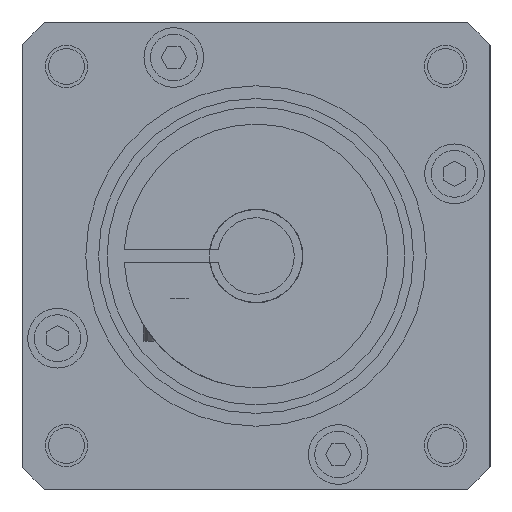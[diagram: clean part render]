
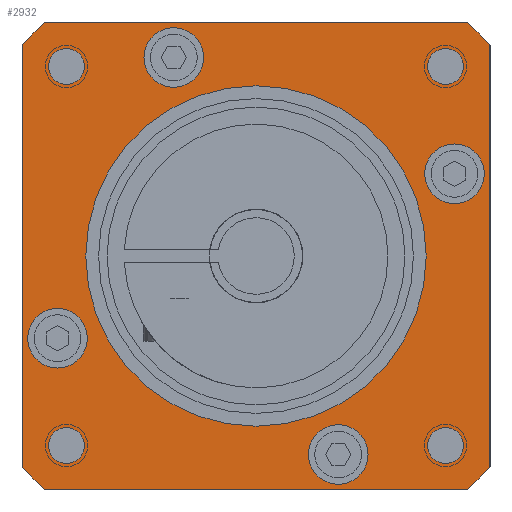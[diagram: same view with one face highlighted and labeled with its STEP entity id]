
A CAD part, left-side view. The second image highlights one B-rep face of the part: STEP entity #2932.
In plain terms, the highlighted planar face has unit normal (-1, 0, 0).
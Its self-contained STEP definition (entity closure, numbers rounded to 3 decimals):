
#61=CARTESIAN_POINT('',(0.,0.,0.));
#62=DIRECTION('',(-1.,0.,0.));
#63=DIRECTION('',(0.,-0.669,-0.743));
#64=AXIS2_PLACEMENT_3D('',#61,#62,#63);
#66=DIRECTION('',(0.,-1.,0.));
#67=VECTOR('',#66,49.508);
#68=CARTESIAN_POINT('',(0.,24.754,-27.5));
#69=LINE('',#68,#67);
#70=CARTESIAN_POINT('',(0.,0.,0.));
#71=DIRECTION('',(-1.,0.,0.));
#72=DIRECTION('',(0.,0.743,-0.669));
#73=AXIS2_PLACEMENT_3D('',#70,#71,#72);
#75=DIRECTION('',(0.,0.,-1.));
#76=VECTOR('',#75,49.508);
#77=CARTESIAN_POINT('',(0.,27.5,24.754));
#78=LINE('',#77,#76);
#79=CARTESIAN_POINT('',(0.,0.,0.));
#80=DIRECTION('',(-1.,0.,0.));
#81=DIRECTION('',(0.,0.669,0.743));
#82=AXIS2_PLACEMENT_3D('',#79,#80,#81);
#84=DIRECTION('',(0.,1.,0.));
#85=VECTOR('',#84,49.508);
#86=CARTESIAN_POINT('',(0.,-24.754,27.5));
#87=LINE('',#86,#85);
#88=CARTESIAN_POINT('',(0.,0.,0.));
#89=DIRECTION('',(-1.,0.,0.));
#90=DIRECTION('',(0.,-0.743,0.669));
#91=AXIS2_PLACEMENT_3D('',#88,#89,#90);
#93=DIRECTION('',(0.,0.,1.));
#94=VECTOR('',#93,49.508);
#95=CARTESIAN_POINT('',(0.,-27.5,-24.754));
#96=LINE('',#95,#94);
#97=CARTESIAN_POINT('',(0.,0.,0.));
#98=DIRECTION('',(-1.,0.,0.));
#99=DIRECTION('',(0.,0.,-1.));
#100=AXIS2_PLACEMENT_3D('',#97,#98,#99);
#102=CARTESIAN_POINT('',(0.,0.,0.));
#103=DIRECTION('',(-1.,0.,0.));
#104=DIRECTION('',(0.,0.,1.));
#105=AXIS2_PLACEMENT_3D('',#102,#103,#104);
#107=CARTESIAN_POINT('',(0.,-22.274,-22.274));
#108=DIRECTION('',(1.,0.,0.));
#109=DIRECTION('',(0.,1.,0.));
#110=AXIS2_PLACEMENT_3D('',#107,#108,#109);
#112=CARTESIAN_POINT('',(0.,-22.274,-22.274));
#113=DIRECTION('',(1.,0.,0.));
#114=DIRECTION('',(0.,-1.,0.));
#115=AXIS2_PLACEMENT_3D('',#112,#113,#114);
#117=CARTESIAN_POINT('',(0.,22.274,-22.274));
#118=DIRECTION('',(1.,0.,0.));
#119=DIRECTION('',(0.,0.,1.));
#120=AXIS2_PLACEMENT_3D('',#117,#118,#119);
#122=CARTESIAN_POINT('',(0.,22.274,-22.274));
#123=DIRECTION('',(1.,0.,0.));
#124=DIRECTION('',(0.,0.,-1.));
#125=AXIS2_PLACEMENT_3D('',#122,#123,#124);
#127=CARTESIAN_POINT('',(0.,22.274,22.274));
#128=DIRECTION('',(1.,0.,0.));
#129=DIRECTION('',(0.,-1.,0.));
#130=AXIS2_PLACEMENT_3D('',#127,#128,#129);
#132=CARTESIAN_POINT('',(0.,22.274,22.274));
#133=DIRECTION('',(1.,0.,0.));
#134=DIRECTION('',(0.,1.,0.));
#135=AXIS2_PLACEMENT_3D('',#132,#133,#134);
#137=CARTESIAN_POINT('',(0.,-22.274,22.274));
#138=DIRECTION('',(1.,0.,0.));
#139=DIRECTION('',(0.,0.,-1.));
#140=AXIS2_PLACEMENT_3D('',#137,#138,#139);
#142=CARTESIAN_POINT('',(0.,-22.274,22.274));
#143=DIRECTION('',(1.,0.,0.));
#144=DIRECTION('',(0.,0.,1.));
#145=AXIS2_PLACEMENT_3D('',#142,#143,#144);
#147=CARTESIAN_POINT('',(0.,-9.663,-23.328));
#148=DIRECTION('',(1.,0.,0.));
#149=DIRECTION('',(0.,1.,0.));
#150=AXIS2_PLACEMENT_3D('',#147,#148,#149);
#152=CARTESIAN_POINT('',(0.,-9.663,-23.328));
#153=DIRECTION('',(1.,0.,0.));
#154=DIRECTION('',(0.,-1.,0.));
#155=AXIS2_PLACEMENT_3D('',#152,#153,#154);
#157=CARTESIAN_POINT('',(0.,23.328,-9.663));
#158=DIRECTION('',(1.,0.,0.));
#159=DIRECTION('',(0.,0.,1.));
#160=AXIS2_PLACEMENT_3D('',#157,#158,#159);
#162=CARTESIAN_POINT('',(0.,23.328,-9.663));
#163=DIRECTION('',(1.,0.,0.));
#164=DIRECTION('',(0.,0.,-1.));
#165=AXIS2_PLACEMENT_3D('',#162,#163,#164);
#167=CARTESIAN_POINT('',(0.,9.663,23.328));
#168=DIRECTION('',(1.,0.,0.));
#169=DIRECTION('',(0.,-1.,0.));
#170=AXIS2_PLACEMENT_3D('',#167,#168,#169);
#172=CARTESIAN_POINT('',(0.,9.663,23.328));
#173=DIRECTION('',(1.,0.,0.));
#174=DIRECTION('',(0.,1.,0.));
#175=AXIS2_PLACEMENT_3D('',#172,#173,#174);
#177=CARTESIAN_POINT('',(0.,-23.328,9.663));
#178=DIRECTION('',(1.,0.,0.));
#179=DIRECTION('',(0.,0.,-1.));
#180=AXIS2_PLACEMENT_3D('',#177,#178,#179);
#182=CARTESIAN_POINT('',(0.,-23.328,9.663));
#183=DIRECTION('',(1.,0.,0.));
#184=DIRECTION('',(0.,0.,1.));
#185=AXIS2_PLACEMENT_3D('',#182,#183,#184);
#2370=CARTESIAN_POINT('',(0.,-24.754,-27.5));
#2371=CARTESIAN_POINT('',(0.,-27.5,-24.754));
#2372=VERTEX_POINT('',#2370);
#2373=VERTEX_POINT('',#2371);
#2374=CARTESIAN_POINT('',(0.,-27.5,24.754));
#2375=VERTEX_POINT('',#2374);
#2376=CARTESIAN_POINT('',(0.,-24.754,27.5));
#2377=VERTEX_POINT('',#2376);
#2378=CARTESIAN_POINT('',(0.,24.754,27.5));
#2379=VERTEX_POINT('',#2378);
#2380=CARTESIAN_POINT('',(0.,27.5,24.754));
#2381=VERTEX_POINT('',#2380);
#2382=CARTESIAN_POINT('',(0.,27.5,-24.754));
#2383=VERTEX_POINT('',#2382);
#2384=CARTESIAN_POINT('',(0.,24.754,-27.5));
#2385=VERTEX_POINT('',#2384);
#2436=CARTESIAN_POINT('',(0.,0.,-20.));
#2437=CARTESIAN_POINT('',(0.,0.,20.));
#2438=VERTEX_POINT('',#2436);
#2439=VERTEX_POINT('',#2437);
#2456=CARTESIAN_POINT('',(0.,-20.174,-22.274));
#2457=CARTESIAN_POINT('',(0.,-24.374,-22.274));
#2458=VERTEX_POINT('',#2456);
#2459=VERTEX_POINT('',#2457);
#2464=CARTESIAN_POINT('',(0.,22.274,-20.174));
#2465=CARTESIAN_POINT('',(0.,22.274,-24.374));
#2466=VERTEX_POINT('',#2464);
#2467=VERTEX_POINT('',#2465);
#2472=CARTESIAN_POINT('',(0.,20.174,22.274));
#2473=CARTESIAN_POINT('',(0.,24.374,22.274));
#2474=VERTEX_POINT('',#2472);
#2475=VERTEX_POINT('',#2473);
#2480=CARTESIAN_POINT('',(0.,-22.274,20.174));
#2481=CARTESIAN_POINT('',(0.,-22.274,24.374));
#2482=VERTEX_POINT('',#2480);
#2483=VERTEX_POINT('',#2481);
#2488=CARTESIAN_POINT('',(0.,-6.163,-23.328));
#2489=CARTESIAN_POINT('',(0.,-13.163,-23.328));
#2490=VERTEX_POINT('',#2488);
#2491=VERTEX_POINT('',#2489);
#2528=CARTESIAN_POINT('',(0.,23.328,-6.163));
#2529=CARTESIAN_POINT('',(0.,23.328,-13.163));
#2530=VERTEX_POINT('',#2528);
#2531=VERTEX_POINT('',#2529);
#2568=CARTESIAN_POINT('',(0.,6.163,23.328));
#2569=CARTESIAN_POINT('',(0.,13.163,23.328));
#2570=VERTEX_POINT('',#2568);
#2571=VERTEX_POINT('',#2569);
#2608=CARTESIAN_POINT('',(0.,-23.328,6.163));
#2609=CARTESIAN_POINT('',(0.,-23.328,13.163));
#2610=VERTEX_POINT('',#2608);
#2611=VERTEX_POINT('',#2609);
#2856=CARTESIAN_POINT('',(0.,0.,0.));
#2857=DIRECTION('',(-1.,0.,0.));
#2858=DIRECTION('',(0.,1.,0.));
#2859=AXIS2_PLACEMENT_3D('',#2856,#2857,#2858);
#2860=PLANE('',#2859);
#2862=ORIENTED_EDGE('',*,*,#2861,.F.);
#2864=ORIENTED_EDGE('',*,*,#2863,.F.);
#2866=ORIENTED_EDGE('',*,*,#2865,.F.);
#2868=ORIENTED_EDGE('',*,*,#2867,.F.);
#2870=ORIENTED_EDGE('',*,*,#2869,.F.);
#2872=ORIENTED_EDGE('',*,*,#2871,.F.);
#2874=ORIENTED_EDGE('',*,*,#2873,.F.);
#2876=ORIENTED_EDGE('',*,*,#2875,.F.);
#2877=EDGE_LOOP('',(#2862,#2864,#2866,#2868,#2870,#2872,#2874,#2876));
#2878=FACE_OUTER_BOUND('',#2877,.F.);
#2880=ORIENTED_EDGE('',*,*,#2879,.T.);
#2882=ORIENTED_EDGE('',*,*,#2881,.T.);
#2883=EDGE_LOOP('',(#2880,#2882));
#2884=FACE_BOUND('',#2883,.F.);
#2886=ORIENTED_EDGE('',*,*,#2885,.F.);
#2888=ORIENTED_EDGE('',*,*,#2887,.F.);
#2889=EDGE_LOOP('',(#2886,#2888));
#2890=FACE_BOUND('',#2889,.F.);
#2892=ORIENTED_EDGE('',*,*,#2891,.F.);
#2894=ORIENTED_EDGE('',*,*,#2893,.F.);
#2895=EDGE_LOOP('',(#2892,#2894));
#2896=FACE_BOUND('',#2895,.F.);
#2898=ORIENTED_EDGE('',*,*,#2897,.F.);
#2899=ORIENTED_EDGE('',*,*,#2838,.F.);
#2900=EDGE_LOOP('',(#2898,#2899));
#2901=FACE_BOUND('',#2900,.F.);
#2903=ORIENTED_EDGE('',*,*,#2902,.F.);
#2905=ORIENTED_EDGE('',*,*,#2904,.F.);
#2906=EDGE_LOOP('',(#2903,#2905));
#2907=FACE_BOUND('',#2906,.F.);
#2909=ORIENTED_EDGE('',*,*,#2908,.F.);
#2911=ORIENTED_EDGE('',*,*,#2910,.F.);
#2912=EDGE_LOOP('',(#2909,#2911));
#2913=FACE_BOUND('',#2912,.F.);
#2915=ORIENTED_EDGE('',*,*,#2914,.F.);
#2917=ORIENTED_EDGE('',*,*,#2916,.F.);
#2918=EDGE_LOOP('',(#2915,#2917));
#2919=FACE_BOUND('',#2918,.F.);
#2921=ORIENTED_EDGE('',*,*,#2920,.F.);
#2923=ORIENTED_EDGE('',*,*,#2922,.F.);
#2924=EDGE_LOOP('',(#2921,#2923));
#2925=FACE_BOUND('',#2924,.F.);
#2927=ORIENTED_EDGE('',*,*,#2926,.F.);
#2929=ORIENTED_EDGE('',*,*,#2928,.F.);
#2930=EDGE_LOOP('',(#2927,#2929));
#2931=FACE_BOUND('',#2930,.F.);
#65=CIRCLE('',#64,37.);
#74=CIRCLE('',#73,37.);
#83=CIRCLE('',#82,37.);
#92=CIRCLE('',#91,37.);
#101=CIRCLE('',#100,20.);
#106=CIRCLE('',#105,20.);
#111=CIRCLE('',#110,2.1);
#116=CIRCLE('',#115,2.1);
#121=CIRCLE('',#120,2.1);
#126=CIRCLE('',#125,2.1);
#131=CIRCLE('',#130,2.1);
#136=CIRCLE('',#135,2.1);
#141=CIRCLE('',#140,2.1);
#146=CIRCLE('',#145,2.1);
#151=CIRCLE('',#150,3.5);
#156=CIRCLE('',#155,3.5);
#161=CIRCLE('',#160,3.5);
#166=CIRCLE('',#165,3.5);
#171=CIRCLE('',#170,3.5);
#176=CIRCLE('',#175,3.5);
#181=CIRCLE('',#180,3.5);
#186=CIRCLE('',#185,3.5);
#2838=EDGE_CURVE('',#2475,#2474,#136,.T.);
#2861=EDGE_CURVE('',#2372,#2373,#65,.T.);
#2863=EDGE_CURVE('',#2385,#2372,#69,.T.);
#2865=EDGE_CURVE('',#2383,#2385,#74,.T.);
#2867=EDGE_CURVE('',#2381,#2383,#78,.T.);
#2869=EDGE_CURVE('',#2379,#2381,#83,.T.);
#2871=EDGE_CURVE('',#2377,#2379,#87,.T.);
#2873=EDGE_CURVE('',#2375,#2377,#92,.T.);
#2875=EDGE_CURVE('',#2373,#2375,#96,.T.);
#2879=EDGE_CURVE('',#2438,#2439,#101,.T.);
#2881=EDGE_CURVE('',#2439,#2438,#106,.T.);
#2885=EDGE_CURVE('',#2458,#2459,#111,.T.);
#2887=EDGE_CURVE('',#2459,#2458,#116,.T.);
#2891=EDGE_CURVE('',#2466,#2467,#121,.T.);
#2893=EDGE_CURVE('',#2467,#2466,#126,.T.);
#2897=EDGE_CURVE('',#2474,#2475,#131,.T.);
#2902=EDGE_CURVE('',#2482,#2483,#141,.T.);
#2904=EDGE_CURVE('',#2483,#2482,#146,.T.);
#2908=EDGE_CURVE('',#2490,#2491,#151,.T.);
#2910=EDGE_CURVE('',#2491,#2490,#156,.T.);
#2914=EDGE_CURVE('',#2530,#2531,#161,.T.);
#2916=EDGE_CURVE('',#2531,#2530,#166,.T.);
#2920=EDGE_CURVE('',#2570,#2571,#171,.T.);
#2922=EDGE_CURVE('',#2571,#2570,#176,.T.);
#2926=EDGE_CURVE('',#2610,#2611,#181,.T.);
#2928=EDGE_CURVE('',#2611,#2610,#186,.T.);
#2932=ADVANCED_FACE('',(#2878,#2884,#2890,#2896,#2901,#2907,#2913,#2919,#2925,
#2931),#2860,.T.);
